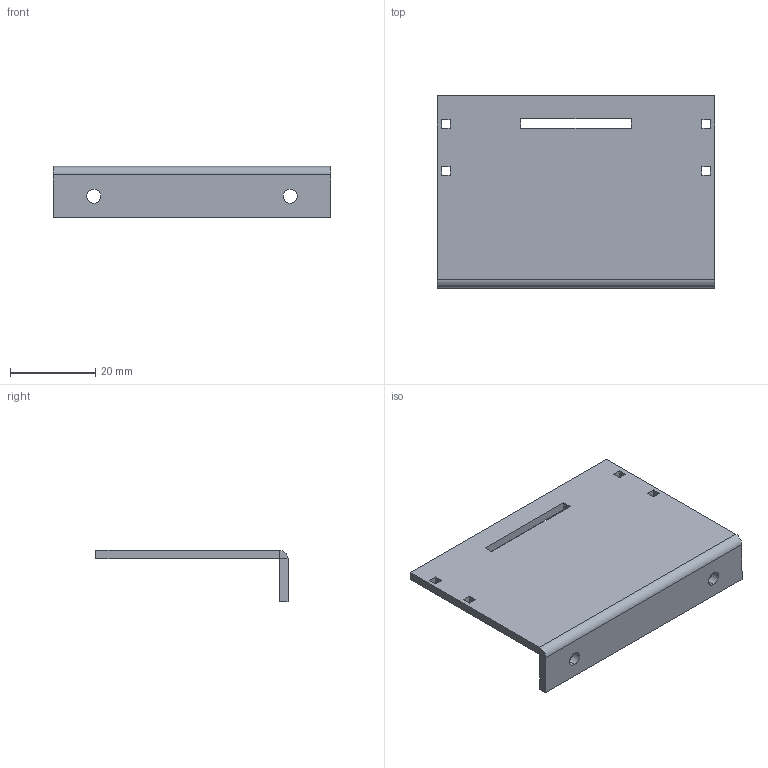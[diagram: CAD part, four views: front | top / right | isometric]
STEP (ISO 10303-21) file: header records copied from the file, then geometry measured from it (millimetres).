
FILE_DESCRIPTION (( 'STEP AP214' ), '1' );
FILE_NAME ('蛁扞掙嘐隅璃1.STEP', '2025-02-19T10:54:04', ( 'PC' ), ( 'Microsoft' ), 'SwSTEP 2.0', 'SolidWorks 2025', '' );
FILE_SCHEMA (( 'AUTOMOTIVE_DESIGN' ));
Length unit declared in the file: millimetre
Products named in the file (1): 注射泵固定件1
Bounding box: 65 x 45 x 12 mm (x, y, z)
Volume: 6913.6 mm3; surface area: 7610.1 mm2
Topology: 1 solids, 1 shells, 37 faces, 97 edges, 62 vertices
Faces by surface type: plane 32, cylinder 5
Entity records: 1168 total; most frequent: CARTESIAN_POINT 197, ORIENTED_EDGE 194, DIRECTION 183, EDGE_CURVE 97, VECTOR 87, LINE 87, VERTEX_POINT 62, EDGE_LOOP 51
